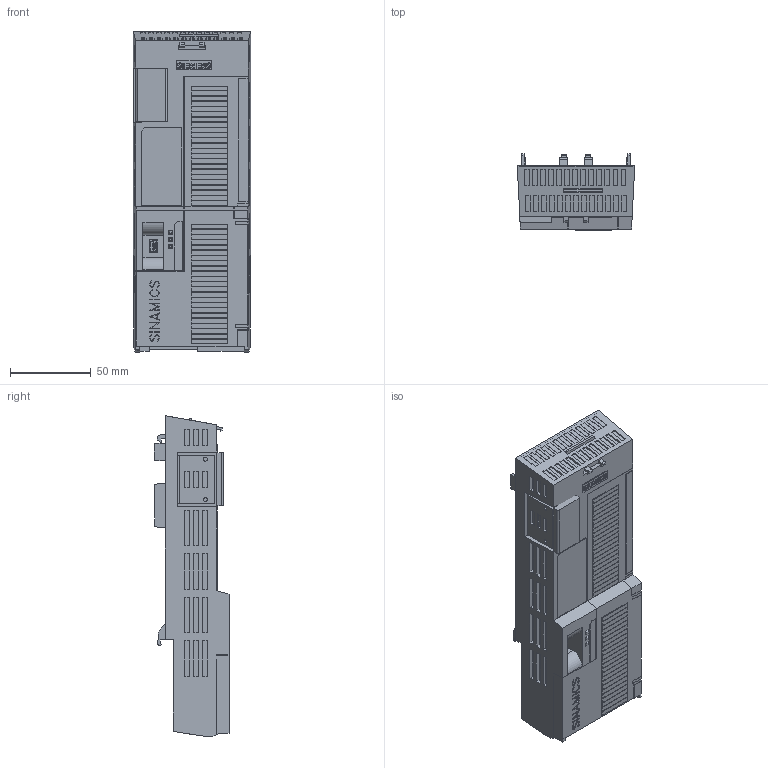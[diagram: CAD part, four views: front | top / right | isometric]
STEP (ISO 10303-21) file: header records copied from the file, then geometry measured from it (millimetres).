
FILE_DESCRIPTION(('no description'),'unknown implementation level');
FILE_NAME('6SL3244-0BB12-1FA0_3D_d909b5d6b8a8661fb1ccb6ff74728cdc.STP',' ',('SIEMENS A&D'),('CADClick - KiM GmbH - www.kimweb.de'),'unknown preprocess','ACIS','unknown authorization');
FILE_SCHEMA(('automotive_design'));
Length unit declared in the file: millimetre
Products named in the file (6): 1; 2; 3; 4; 5; 6
Bounding box: 73 x 46.99 x 198.97 mm (x, y, z)
Volume: 433561.3 mm3; surface area: 70775.8 mm2
Topology: 6 solids, 7 shells, 1441 faces, 3895 edges, 2590 vertices
Faces by surface type: plane 1331, cylinder 110
Entity records: 88599 total; most frequent: STYLED_ITEM 7932, PRESENTATION_STYLE_ASSIGNMENT 7932, CARTESIAN_POINT 7932, COLOUR_RGB 7932, ORIENTED_EDGE 7790, DIRECTION 7013, EDGE_CURVE 3895, CURVE_STYLE 3895
